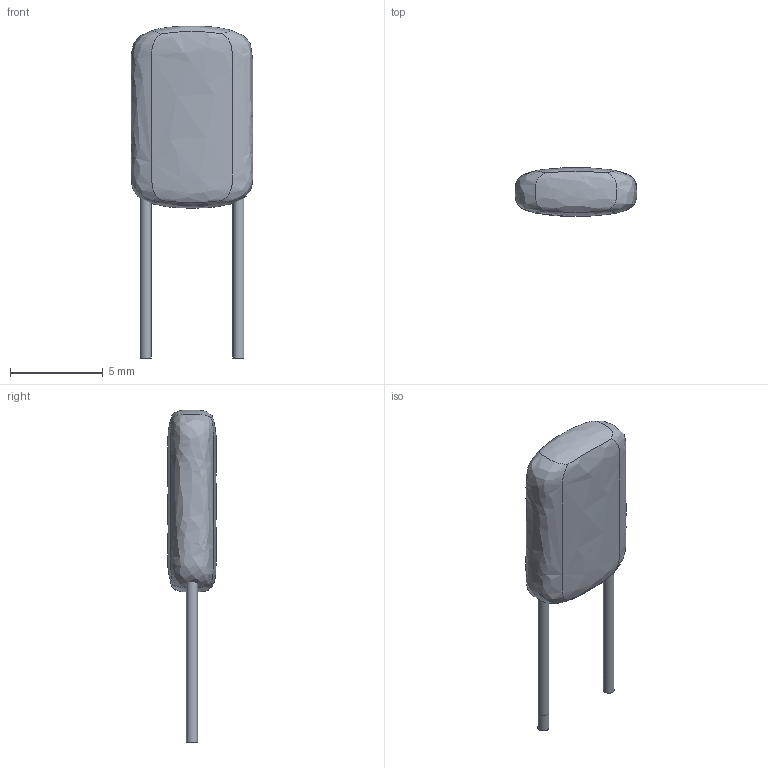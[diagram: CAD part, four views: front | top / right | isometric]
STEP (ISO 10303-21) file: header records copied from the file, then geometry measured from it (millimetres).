
FILE_DESCRIPTION(('FreeCAD Model'),'2;1');
FILE_NAME('Open CASCADE Shape Model','2022-04-07T22:01:41',( 'kicad StepUp'),('ksu MCAD'),'Open CASCADE STEP processor 7.5', 'FreeCAD','Unknown');
FILE_SCHEMA(('AUTOMOTIVE_DESIGN { 1 0 10303 214 1 1 1 1 }'));
Length unit declared in the file: millimetre
Products named in the file (1): Mylar_Dipped_Capacitor
Bounding box: 6.57 x 2.62 x 17.91 mm (x, y, z)
Volume: 147.5 mm3; surface area: 238.2 mm2
Topology: 5 solids, 5 shells, 18 faces, 60 edges, 80 vertices
Faces by surface type: plane 8, bspline 6, cylinder 4
Full cylindrical faces by diameter (mm): 0.5 x2, 0.6 x2
Entity records: 2776 total; most frequent: CARTESIAN_POINT 2075, DIRECTION 66, ORIENTED_EDGE 48, B_SPLINE_CURVE_WITH_KNOTS 36, GEOMETRIC_CURVE_SET 36, TRIMMED_CURVE 36, PRESENTATION_STYLE_ASSIGNMENT 35, SURFACE_STYLE_USAGE 35
